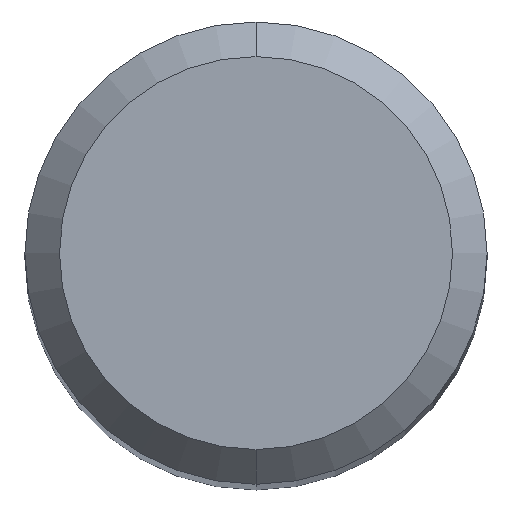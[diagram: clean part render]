
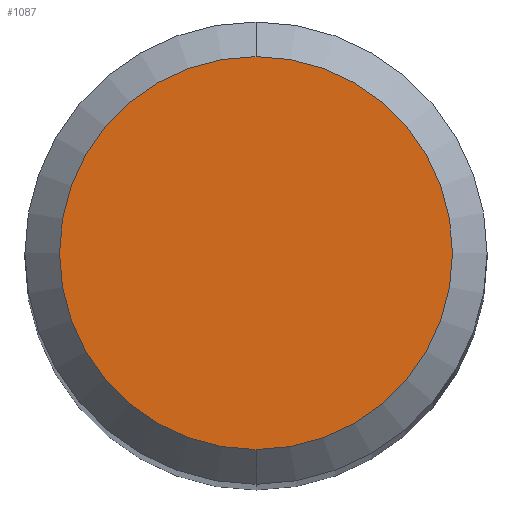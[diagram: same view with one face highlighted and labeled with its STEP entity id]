
A CAD part, top view. The second image highlights one B-rep face of the part: STEP entity #1087.
In plain terms, the highlighted planar face has unit normal (0, 0, 1).
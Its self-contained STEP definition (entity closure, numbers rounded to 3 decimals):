
#465=EDGE_CURVE('',#1143,#479,#1293,.T.);
#479=VERTEX_POINT('',#1308);
#749=EDGE_CURVE('',#479,#1143,#1603,.T.);
#1087=ADVANCED_FACE('',(#1970),#1971,.T.);
#1143=VERTEX_POINT('',#2033);
#1293=CIRCLE('',#2259,1.7);
#1308=CARTESIAN_POINT('',(0.0,1.7,0.0));
#1603=CIRCLE('',#3430,1.7);
#1970=FACE_OUTER_BOUND('',#5069,.T.);
#1971=PLANE('',#5070);
#2033=CARTESIAN_POINT('',(0.,-1.7,0.0));
#2259=AXIS2_PLACEMENT_3D('',#5897,#5898,#5899);
#3430=AXIS2_PLACEMENT_3D('',#6259,#6260,#6261);
#5069=EDGE_LOOP('',(#6609,#6610));
#5070=AXIS2_PLACEMENT_3D('',#6611,#6612,#6613);
#5897=CARTESIAN_POINT('',(0.0,0.0,0.0));
#5898=DIRECTION('',(0.0,0.0,-1.0));
#5899=DIRECTION('',(0.0,1.0,0.0));
#6259=CARTESIAN_POINT('',(0.0,0.0,0.0));
#6260=DIRECTION('',(0.0,0.0,-1.0));
#6261=DIRECTION('',(0.0,1.0,0.0));
#6609=ORIENTED_EDGE('',*,*,#749,.F.);
#6610=ORIENTED_EDGE('',*,*,#465,.F.);
#6611=CARTESIAN_POINT('',(0.0,0.85,0.0));
#6612=DIRECTION('',(-0.0,0.0,1.0));
#6613=DIRECTION('',(0.0,-1.0,0.0));
